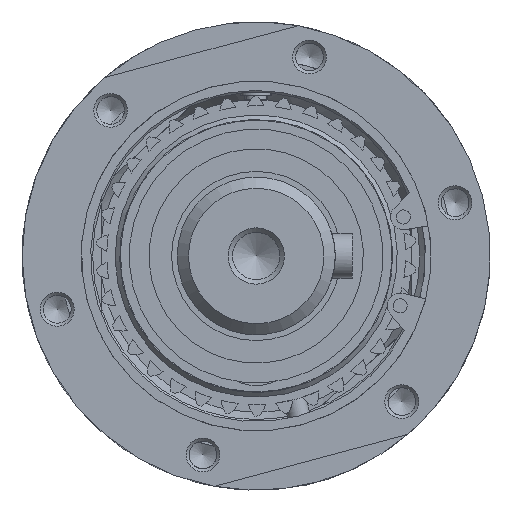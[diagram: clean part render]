
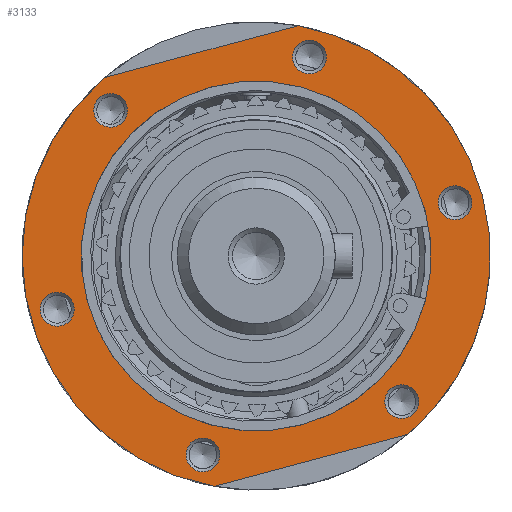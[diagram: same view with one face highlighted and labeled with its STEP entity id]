
A CAD part, left-side view. The second image highlights one B-rep face of the part: STEP entity #3133.
In plain terms, the highlighted planar face has unit normal (-1, 0, 0).
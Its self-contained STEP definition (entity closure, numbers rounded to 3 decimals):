
#2522=CARTESIAN_POINT('',(-255.2,-29.946,7.872));
#2523=VERTEX_POINT('',#2522);
#2524=CARTESIAN_POINT('',(-255.2,-0.003,-0.151));
#2525=DIRECTION('',(1.0,0.0,0.0));
#2526=DIRECTION('',(0.0,-0.966,0.259));
#2527=AXIS2_PLACEMENT_3D('',#2524,#2525,#2526);
#2528=CIRCLE('',#2527,31.);
#2529=EDGE_CURVE('',#2523,#2523,#2528,.T.);
#2706=CARTESIAN_POINT('',(-255.2,-12.347,34.329));
#2707=VERTEX_POINT('',#2706);
#2708=CARTESIAN_POINT('',(-255.2,-9.449,35.105));
#2709=DIRECTION('',(-1.,0.0,0.0));
#2710=DIRECTION('',(0.0,0.966,0.259));
#2711=AXIS2_PLACEMENT_3D('',#2708,#2709,#2710);
#2712=CIRCLE('',#2711,3.);
#2713=EDGE_CURVE('',#2707,#2707,#2712,.T.);
#2779=CARTESIAN_POINT('',(-255.2,-36.035,6.398));
#2780=VERTEX_POINT('',#2779);
#2781=CARTESIAN_POINT('',(-255.2,-35.259,9.296));
#2782=DIRECTION('',(-1.,0.0,0.0));
#2783=DIRECTION('',(0.0,0.259,0.966));
#2784=AXIS2_PLACEMENT_3D('',#2781,#2782,#2783);
#2785=CIRCLE('',#2784,3.);
#2786=EDGE_CURVE('',#2780,#2780,#2785,.T.);
#2852=CARTESIAN_POINT('',(-255.2,23.686,27.78));
#2853=VERTEX_POINT('',#2852);
#2854=CARTESIAN_POINT('',(-255.2,25.807,25.658));
#2855=DIRECTION('',(-1.,0.0,0.0));
#2856=DIRECTION('',(0.0,0.707,-0.707));
#2857=AXIS2_PLACEMENT_3D('',#2854,#2855,#2856);
#2858=CIRCLE('',#2857,3.);
#2859=EDGE_CURVE('',#2853,#2853,#2858,.T.);
#2925=CARTESIAN_POINT('',(-255.2,-23.691,-28.082));
#2926=VERTEX_POINT('',#2925);
#2927=CARTESIAN_POINT('',(-255.2,-25.812,-25.96));
#2928=DIRECTION('',(-1.0,0.0,0.0));
#2929=DIRECTION('',(0.0,-0.707,0.707));
#2930=AXIS2_PLACEMENT_3D('',#2927,#2928,#2929);
#2931=CIRCLE('',#2930,3.);
#2932=EDGE_CURVE('',#2926,#2926,#2931,.T.);
#2998=CARTESIAN_POINT('',(-255.2,36.03,-6.7));
#2999=VERTEX_POINT('',#2998);
#3000=CARTESIAN_POINT('',(-255.2,35.254,-9.598));
#3001=DIRECTION('',(-1.,0.0,0.0));
#3002=DIRECTION('',(0.0,-0.259,-0.966));
#3003=AXIS2_PLACEMENT_3D('',#3000,#3001,#3002);
#3004=CIRCLE('',#3003,3.);
#3005=EDGE_CURVE('',#2999,#2999,#3004,.T.);
#3063=CARTESIAN_POINT('',(-255.2,-35.017,9.231));
#3064=DIRECTION('',(-1.0,0.0,0.0));
#3065=DIRECTION('',(0.0,0.0,1.0));
#3066=AXIS2_PLACEMENT_3D('',#3063,#3064,#3065);
#3067=PLANE('',#3066);
#3068=CARTESIAN_POINT('',(-255.2,-7.468,40.672));
#3069=VERTEX_POINT('',#3068);
#3070=CARTESIAN_POINT('',(-255.2,26.874,31.47));
#3071=VERTEX_POINT('',#3070);
#3072=CARTESIAN_POINT('',(-255.2,-7.468,40.672));
#3073=DIRECTION('',(0.0,0.966,-0.259));
#3074=VECTOR('',#3073,35.553);
#3075=LINE('',#3072,#3074);
#3076=EDGE_CURVE('',#3069,#3071,#3075,.T.);
#3077=ORIENTED_EDGE('',*,*,#3076,.T.);
#3078=CARTESIAN_POINT('',(-255.2,7.462,-40.974));
#3079=VERTEX_POINT('',#3078);
#3080=CARTESIAN_POINT('',(-255.2,-0.003,-0.151));
#3081=DIRECTION('',(1.,0.0,0.0));
#3082=DIRECTION('',(0.0,-0.966,0.259));
#3083=AXIS2_PLACEMENT_3D('',#3080,#3081,#3082);
#3084=CIRCLE('',#3083,41.5);
#3085=EDGE_CURVE('',#3079,#3071,#3084,.T.);
#3086=ORIENTED_EDGE('',*,*,#3085,.F.);
#3087=CARTESIAN_POINT('',(-255.2,-26.879,-31.772));
#3088=VERTEX_POINT('',#3087);
#3089=CARTESIAN_POINT('',(-255.2,7.462,-40.974));
#3090=DIRECTION('',(0.0,-0.966,0.259));
#3091=VECTOR('',#3090,35.553);
#3092=LINE('',#3089,#3091);
#3093=EDGE_CURVE('',#3079,#3088,#3092,.T.);
#3094=ORIENTED_EDGE('',*,*,#3093,.T.);
#3095=CARTESIAN_POINT('',(-255.2,-0.003,-0.151));
#3096=DIRECTION('',(1.,0.0,0.0));
#3097=DIRECTION('',(0.0,-0.966,0.259));
#3098=AXIS2_PLACEMENT_3D('',#3095,#3096,#3097);
#3099=CIRCLE('',#3098,41.5);
#3100=EDGE_CURVE('',#3069,#3088,#3099,.T.);
#3101=ORIENTED_EDGE('',*,*,#3100,.F.);
#3102=EDGE_LOOP('',(#3077,#3086,#3094,#3101));
#3103=FACE_OUTER_BOUND('',#3102,.T.);
#3104=ORIENTED_EDGE('',*,*,#3005,.F.);
#3105=EDGE_LOOP('',(#3104));
#3106=FACE_BOUND('',#3105,.T.);
#3107=ORIENTED_EDGE('',*,*,#2859,.F.);
#3108=EDGE_LOOP('',(#3107));
#3109=FACE_BOUND('',#3108,.T.);
#3110=ORIENTED_EDGE('',*,*,#2713,.F.);
#3111=EDGE_LOOP('',(#3110));
#3112=FACE_BOUND('',#3111,.T.);
#3113=ORIENTED_EDGE('',*,*,#2529,.T.);
#3114=EDGE_LOOP('',(#3113));
#3115=FACE_BOUND('',#3114,.T.);
#3116=ORIENTED_EDGE('',*,*,#2786,.F.);
#3117=EDGE_LOOP('',(#3116));
#3118=FACE_BOUND('',#3117,.T.);
#3119=ORIENTED_EDGE('',*,*,#2932,.F.);
#3120=EDGE_LOOP('',(#3119));
#3121=FACE_BOUND('',#3120,.T.);
#3122=CARTESIAN_POINT('',(-255.2,12.342,-34.631));
#3123=VERTEX_POINT('',#3122);
#3124=CARTESIAN_POINT('',(-255.2,9.444,-35.407));
#3125=DIRECTION('',(-1.0,0.0,0.0));
#3126=DIRECTION('',(0.0,-0.966,-0.259));
#3127=AXIS2_PLACEMENT_3D('',#3124,#3125,#3126);
#3128=CIRCLE('',#3127,3.0);
#3129=EDGE_CURVE('',#3123,#3123,#3128,.T.);
#3130=ORIENTED_EDGE('',*,*,#3129,.F.);
#3131=EDGE_LOOP('',(#3130));
#3132=FACE_BOUND('',#3131,.T.);
#3133=ADVANCED_FACE('',(#3103,#3106,#3109,#3112,#3115,#3118,#3121,#3132),#3067,.T.);
